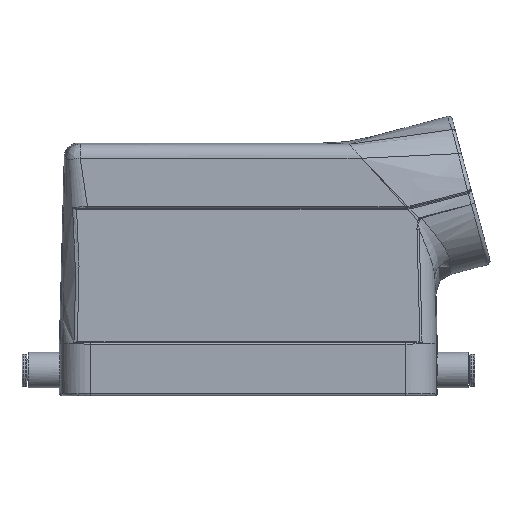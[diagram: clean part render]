
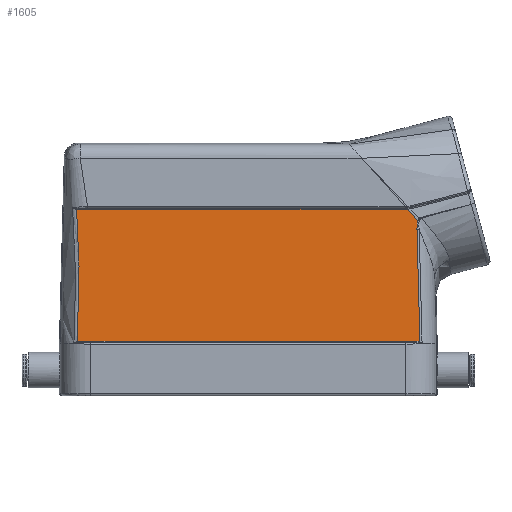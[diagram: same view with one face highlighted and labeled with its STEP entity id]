
A CAD part, front view. The second image highlights one B-rep face of the part: STEP entity #1605.
In plain terms, the highlighted planar face has unit normal (0, -1, 0.015).
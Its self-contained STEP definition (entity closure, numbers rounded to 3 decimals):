
#1225=FACE_OUTER_BOUND('',#2286,.T.);
#1605=ADVANCED_FACE('',(#1225),#2024,.T.);
#2024=PLANE('',#10448);
#2286=EDGE_LOOP('',(#2995,#2996,#2997,#2998,#2999,#3000,#3001,#3002,#3003,
#3004));
#2995=ORIENTED_EDGE('',*,*,#5476,.T.);
#2996=ORIENTED_EDGE('',*,*,#5477,.T.);
#2997=ORIENTED_EDGE('',*,*,#5478,.T.);
#2998=ORIENTED_EDGE('',*,*,#5479,.T.);
#2999=ORIENTED_EDGE('',*,*,#5480,.T.);
#3000=ORIENTED_EDGE('',*,*,#5481,.T.);
#3001=ORIENTED_EDGE('',*,*,#5482,.T.);
#3002=ORIENTED_EDGE('',*,*,#5483,.T.);
#3003=ORIENTED_EDGE('',*,*,#5484,.T.);
#3004=ORIENTED_EDGE('',*,*,#5485,.T.);
#4887=VERTEX_POINT('',#14723);
#4888=VERTEX_POINT('',#14724);
#4889=VERTEX_POINT('',#14729);
#4890=VERTEX_POINT('',#14731);
#4891=VERTEX_POINT('',#14739);
#4892=VERTEX_POINT('',#14741);
#4893=VERTEX_POINT('',#14746);
#4894=VERTEX_POINT('',#14760);
#4895=VERTEX_POINT('',#14765);
#4896=VERTEX_POINT('',#14767);
#5476=EDGE_CURVE('',#4887,#4888,#6631,.T.);
#5477=EDGE_CURVE('',#4888,#4889,#6632,.T.);
#5478=EDGE_CURVE('',#4889,#4890,#8325,.T.);
#5479=EDGE_CURVE('',#4890,#4891,#6633,.T.);
#5480=EDGE_CURVE('',#4891,#4892,#8326,.T.);
#5481=EDGE_CURVE('',#4892,#4893,#6634,.T.);
#5482=EDGE_CURVE('',#4893,#4894,#6635,.T.);
#5483=EDGE_CURVE('',#4894,#4895,#6636,.T.);
#5484=EDGE_CURVE('',#4895,#4896,#8327,.T.);
#5485=EDGE_CURVE('',#4896,#4887,#6637,.T.);
#6631=B_SPLINE_CURVE_WITH_KNOTS('',3,(#14715,#14716,#14717,#14718,#14719,
#14720,#14721,#14722),.UNSPECIFIED.,.F.,.F.,(4,2,2,4),(0.,0.5,0.75,1.),
 .UNSPECIFIED.);
#6632=B_SPLINE_CURVE_WITH_KNOTS('',3,(#14725,#14726,#14727,#14728),
 .UNSPECIFIED.,.F.,.F.,(4,4),(0.,1.),.UNSPECIFIED.);
#6633=B_SPLINE_CURVE_WITH_KNOTS('',3,(#14732,#14733,#14734,#14735,#14736,
#14737,#14738),.UNSPECIFIED.,.F.,.F.,(4,3,4),(0.,0.371,1.),
 .UNSPECIFIED.);
#6634=B_SPLINE_CURVE_WITH_KNOTS('',3,(#14742,#14743,#14744,#14745),
 .UNSPECIFIED.,.F.,.F.,(4,4),(0.,1.),.UNSPECIFIED.);
#6635=B_SPLINE_CURVE_WITH_KNOTS('',3,(#14747,#14748,#14749,#14750,#14751,
#14752,#14753,#14754,#14755,#14756,#14757,#14758,#14759),.UNSPECIFIED.,
 .F.,.F.,(4,3,3,3,4),(0.,0.254,0.555,0.996,
1.),.UNSPECIFIED.);
#6636=B_SPLINE_CURVE_WITH_KNOTS('',3,(#14761,#14762,#14763,#14764),
 .UNSPECIFIED.,.F.,.F.,(4,4),(0.,1.),.UNSPECIFIED.);
#6637=B_SPLINE_CURVE_WITH_KNOTS('',3,(#14768,#14769,#14770,#14771),
 .UNSPECIFIED.,.F.,.F.,(4,4),(0.,1.),.UNSPECIFIED.);
#8325=LINE('',#14730,#8916);
#8326=LINE('',#14740,#8917);
#8327=LINE('',#14766,#8918);
#8916=VECTOR('',#11346,1.);
#8917=VECTOR('',#11347,1.);
#8918=VECTOR('',#11348,1.);
#10448=AXIS2_PLACEMENT_3D('',#14772,#11349,#11350);
#11346=DIRECTION('',(1.,0.,0.));
#11347=DIRECTION('',(-0.026,0.015,1.));
#11348=DIRECTION('',(-1.,0.,0.));
#11349=DIRECTION('',(0.,-1.,0.015));
#11350=DIRECTION('',(0.,-0.015,-1.));
#14715=CARTESIAN_POINT('',(-42.492,-20.001,37.105));
#14716=CARTESIAN_POINT('',(-42.113,-20.084,31.656));
#14717=CARTESIAN_POINT('',(-41.84,-20.166,26.196));
#14718=CARTESIAN_POINT('',(-41.929,-20.29,18.006));
#14719=CARTESIAN_POINT('',(-42.026,-20.332,15.275));
#14720=CARTESIAN_POINT('',(-42.167,-20.415,9.815));
#14721=CARTESIAN_POINT('',(-42.238,-20.456,7.085));
#14722=CARTESIAN_POINT('',(-42.309,-20.497,4.354));
#14723=CARTESIAN_POINT('',(-42.492,-20.001,37.105));
#14724=CARTESIAN_POINT('',(-42.309,-20.497,4.354));
#14725=CARTESIAN_POINT('',(-42.309,-20.497,4.354));
#14726=CARTESIAN_POINT('',(-42.099,-20.496,4.409));
#14727=CARTESIAN_POINT('',(-41.878,-20.496,4.424));
#14728=CARTESIAN_POINT('',(-41.661,-20.496,4.424));
#14729=CARTESIAN_POINT('',(-41.661,-20.496,4.424));
#14730=CARTESIAN_POINT('',(42.208,-20.496,4.424));
#14731=CARTESIAN_POINT('',(41.661,-20.496,4.424));
#14732=CARTESIAN_POINT('',(41.661,-20.496,4.424));
#14733=CARTESIAN_POINT('',(41.761,-20.496,4.424));
#14734=CARTESIAN_POINT('',(41.862,-20.496,4.421));
#14735=CARTESIAN_POINT('',(41.962,-20.496,4.412));
#14736=CARTESIAN_POINT('',(42.13,-20.497,4.397));
#14737=CARTESIAN_POINT('',(42.3,-20.497,4.368));
#14738=CARTESIAN_POINT('',(42.457,-20.498,4.307));
#14739=CARTESIAN_POINT('',(42.457,-20.498,4.307));
#14740=CARTESIAN_POINT('',(42.466,-20.503,3.981));
#14741=CARTESIAN_POINT('',(41.738,-20.077,32.074));
#14742=CARTESIAN_POINT('',(41.738,-20.077,32.074));
#14743=CARTESIAN_POINT('',(41.718,-20.066,32.818));
#14744=CARTESIAN_POINT('',(41.745,-20.055,33.557));
#14745=CARTESIAN_POINT('',(41.919,-20.044,34.285));
#14746=CARTESIAN_POINT('',(41.919,-20.044,34.285));
#14747=CARTESIAN_POINT('',(41.919,-20.044,34.285));
#14748=CARTESIAN_POINT('',(41.713,-20.04,34.527));
#14749=CARTESIAN_POINT('',(41.507,-20.036,34.768));
#14750=CARTESIAN_POINT('',(41.299,-20.033,35.008));
#14751=CARTESIAN_POINT('',(41.053,-20.029,35.293));
#14752=CARTESIAN_POINT('',(40.806,-20.024,35.576));
#14753=CARTESIAN_POINT('',(40.558,-20.02,35.858));
#14754=CARTESIAN_POINT('',(40.193,-20.014,36.271));
#14755=CARTESIAN_POINT('',(39.826,-20.007,36.682));
#14756=CARTESIAN_POINT('',(39.457,-20.001,37.091));
#14757=CARTESIAN_POINT('',(39.453,-20.001,37.095));
#14758=CARTESIAN_POINT('',(39.45,-20.001,37.099));
#14759=CARTESIAN_POINT('',(39.446,-20.001,37.103));
#14760=CARTESIAN_POINT('',(39.446,-20.001,37.103));
#14761=CARTESIAN_POINT('',(39.446,-20.001,37.103));
#14762=CARTESIAN_POINT('',(39.248,-20.001,37.08));
#14763=CARTESIAN_POINT('',(39.047,-20.002,37.069));
#14764=CARTESIAN_POINT('',(38.848,-20.002,37.069));
#14765=CARTESIAN_POINT('',(38.848,-20.002,37.069));
#14766=CARTESIAN_POINT('',(-42.508,-20.002,37.069));
#14767=CARTESIAN_POINT('',(-42.053,-20.002,37.069));
#14768=CARTESIAN_POINT('',(-42.053,-20.002,37.069));
#14769=CARTESIAN_POINT('',(-42.2,-20.002,37.069));
#14770=CARTESIAN_POINT('',(-42.348,-20.001,37.078));
#14771=CARTESIAN_POINT('',(-42.492,-20.001,37.105));
#14772=CARTESIAN_POINT('',(50.,-20.5,4.176));
